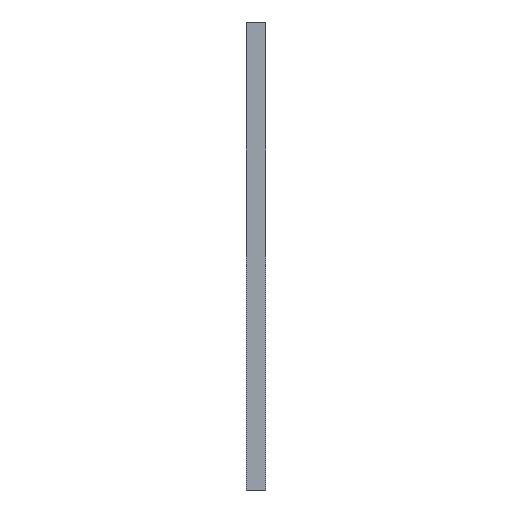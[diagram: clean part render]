
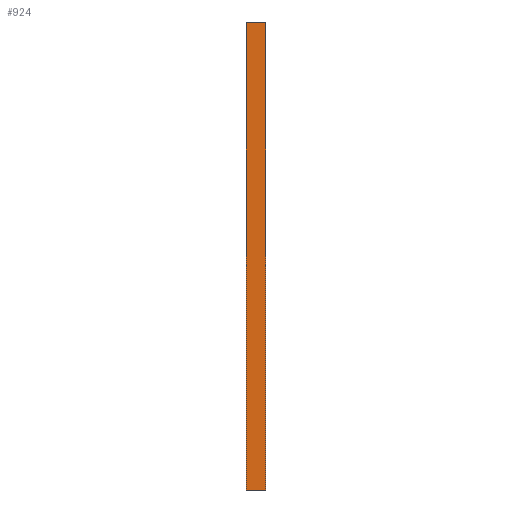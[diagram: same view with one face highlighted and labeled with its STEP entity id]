
A CAD part, left-side view. The second image highlights one B-rep face of the part: STEP entity #924.
In plain terms, the highlighted planar face has unit normal (-1, 0, 0).
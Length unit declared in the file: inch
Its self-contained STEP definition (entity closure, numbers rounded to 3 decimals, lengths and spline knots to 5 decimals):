
#83 = CARTESIAN_POINT ( 'NONE',  ( 0., 0.25, -6.118 ) ) ;
#115 = VECTOR ( 'NONE', #724, 39.37008 ) ;
#145 = CARTESIAN_POINT ( 'NONE',  ( 0., 0.25, 0. ) ) ;
#317 = CARTESIAN_POINT ( 'NONE',  ( 0., 0.25, 0. ) ) ;
#326 = DIRECTION ( 'NONE',  ( 1., 0., 0. ) ) ;
#416 = CARTESIAN_POINT ( 'NONE',  ( 0., 0., 0. ) ) ;
#418 = AXIS2_PLACEMENT_3D ( 'NONE', #317, #326, #1253 ) ;
#422 = VERTEX_POINT ( 'NONE', #1508 ) ;
#488 = EDGE_CURVE ( 'NONE', #667, #1220, #1118, .T. ) ;
#585 = FACE_OUTER_BOUND ( 'NONE', #796, .T. ) ;
#667 = VERTEX_POINT ( 'NONE', #83 ) ;
#704 = ORIENTED_EDGE ( 'NONE', *, *, #803, .F. ) ;
#707 = ORIENTED_EDGE ( 'NONE', *, *, #754, .T. ) ;
#724 = DIRECTION ( 'NONE',  ( 0., -1., 0. ) ) ;
#754 = EDGE_CURVE ( 'NONE', #1220, #422, #1280, .T. ) ;
#757 = EDGE_CURVE ( 'NONE', #1325, #422, #1472, .T. ) ;
#773 = CARTESIAN_POINT ( 'NONE',  ( 0., 0., -6.118 ) ) ;
#796 = EDGE_LOOP ( 'NONE', ( #707, #1300, #704, #1320 ) ) ;
#803 = EDGE_CURVE ( 'NONE', #667, #1325, #1329, .T. ) ;
#822 = DIRECTION ( 'NONE',  ( 0., 0., 1. ) ) ;
#868 = PLANE ( 'NONE',  #418 ) ;
#924 = ADVANCED_FACE ( 'NONE', ( #585 ), #868, .F. ) ;
#970 = DIRECTION ( 'NONE',  ( 0., -1., 0. ) ) ;
#1033 = CARTESIAN_POINT ( 'NONE',  ( 0., 0.25, -6.118 ) ) ;
#1118 = LINE ( 'NONE', #1033, #115 ) ;
#1220 = VERTEX_POINT ( 'NONE', #773 ) ;
#1253 = DIRECTION ( 'NONE',  ( 0., 0., -1. ) ) ;
#1280 = LINE ( 'NONE', #416, #1519 ) ;
#1300 = ORIENTED_EDGE ( 'NONE', *, *, #757, .F. ) ;
#1320 = ORIENTED_EDGE ( 'NONE', *, *, #488, .T. ) ;
#1325 = VERTEX_POINT ( 'NONE', #1521 ) ;
#1329 = LINE ( 'NONE', #1566, #1398 ) ;
#1398 = VECTOR ( 'NONE', #1562, 39.37008 ) ;
#1472 = LINE ( 'NONE', #145, #1504 ) ;
#1504 = VECTOR ( 'NONE', #970, 39.37008 ) ;
#1508 = CARTESIAN_POINT ( 'NONE',  ( 0., 0., 0. ) ) ;
#1519 = VECTOR ( 'NONE', #822, 39.37008 ) ;
#1521 = CARTESIAN_POINT ( 'NONE',  ( 0., 0.25, 0. ) ) ;
#1562 = DIRECTION ( 'NONE',  ( 0., 0., 1. ) ) ;
#1566 = CARTESIAN_POINT ( 'NONE',  ( 0., 0.25, 0. ) ) ;
